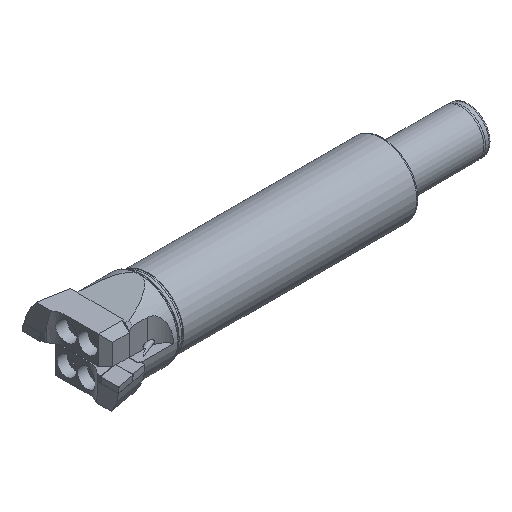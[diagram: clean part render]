
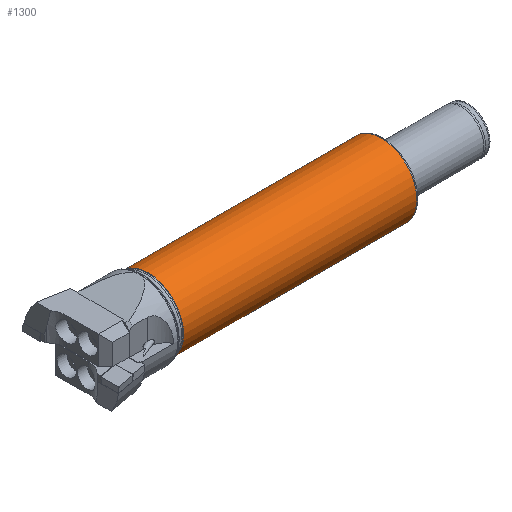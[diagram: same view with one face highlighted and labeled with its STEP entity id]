
A CAD part, isometric view. The second image highlights one B-rep face of the part: STEP entity #1300.
In plain terms, the highlighted cylindrical face has radius 25 mm (diameter 50 mm), a full revolution.
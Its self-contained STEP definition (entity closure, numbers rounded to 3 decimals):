
#870=FACE_BOUND('',#1505,.T.);
#871=FACE_BOUND('',#1506,.T.);
#982=CYLINDRICAL_SURFACE('',#2585,25.);
#1300=ADVANCED_FACE('',(#870,#871),#982,.T.);
#1505=EDGE_LOOP('',(#1711));
#1506=EDGE_LOOP('',(#1712));
#1711=ORIENTED_EDGE('',*,*,#2308,.F.);
#1712=ORIENTED_EDGE('',*,*,#2309,.T.);
#2135=VERTEX_POINT('',#3394);
#2136=VERTEX_POINT('',#3397);
#2308=EDGE_CURVE('',#2135,#2135,#2499,.T.);
#2309=EDGE_CURVE('',#2136,#2136,#2500,.T.);
#2499=CIRCLE('',#2582,25.);
#2500=CIRCLE('',#2584,25.);
#2582=AXIS2_PLACEMENT_3D('',#3393,#2825,#2826);
#2584=AXIS2_PLACEMENT_3D('',#3396,#2829,#2830);
#2585=AXIS2_PLACEMENT_3D('',#3398,#2831,#2832);
#2825=DIRECTION('',(-1.,0.,0.));
#2826=DIRECTION('',(0.,0.,1.));
#2829=DIRECTION('',(-1.,0.,0.));
#2830=DIRECTION('',(0.,0.,1.));
#2831=DIRECTION('',(-1.,0.,0.));
#2832=DIRECTION('',(0.,0.,1.));
#3393=CARTESIAN_POINT('',(33.13,0.,0.));
#3394=CARTESIAN_POINT('',(33.13,0.,25.));
#3396=CARTESIAN_POINT('',(196.88,0.,0.));
#3397=CARTESIAN_POINT('',(196.88,0.,25.));
#3398=CARTESIAN_POINT('',(0.,0.,0.));
